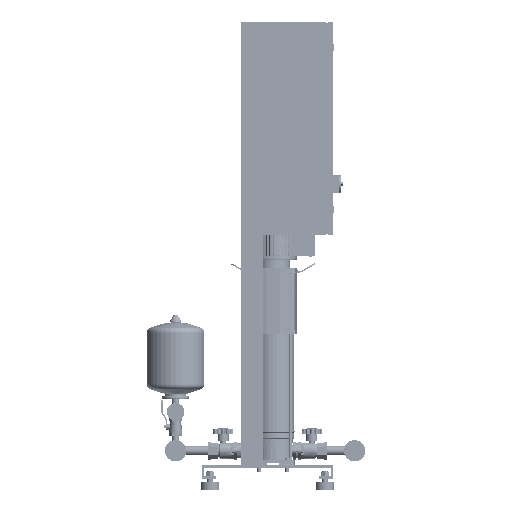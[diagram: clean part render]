
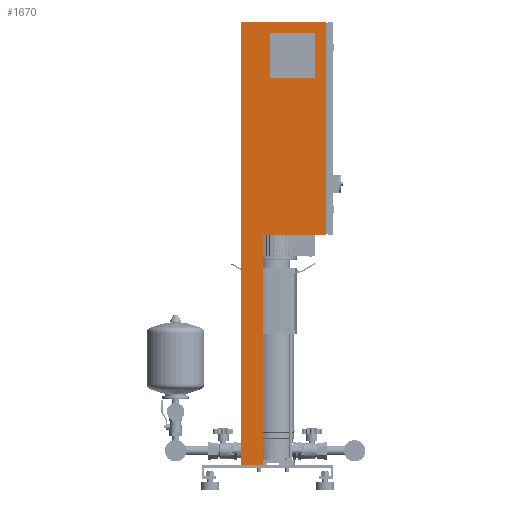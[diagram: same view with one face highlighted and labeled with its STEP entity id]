
A CAD part, left-side view. The second image highlights one B-rep face of the part: STEP entity #1670.
In plain terms, the highlighted planar face has unit normal (-1, 0, 0).
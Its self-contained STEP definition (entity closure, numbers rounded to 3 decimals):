
#786=CARTESIAN_POINT('',(-800.0,95.,90.0));
#787=VERTEX_POINT('',#786);
#794=CARTESIAN_POINT('',(-800.0,95.0,1670.0));
#795=VERTEX_POINT('',#794);
#796=CARTESIAN_POINT('',(-800.0,95.0,1670.0));
#797=DIRECTION('',(0.0,0.0,-1.0));
#798=VECTOR('',#797,1580.0);
#799=LINE('',#796,#798);
#800=EDGE_CURVE('',#795,#787,#799,.T.);
#824=CARTESIAN_POINT('',(-800.,15.,910.0));
#825=VERTEX_POINT('',#824);
#834=CARTESIAN_POINT('',(-800.0,15.,90.0));
#835=VERTEX_POINT('',#834);
#836=CARTESIAN_POINT('',(-800.0,15.,90.0));
#837=DIRECTION('',(0.0,0.0,1.0));
#838=VECTOR('',#837,820.0);
#839=LINE('',#836,#838);
#840=EDGE_CURVE('',#835,#825,#839,.T.);
#897=CARTESIAN_POINT('',(-800.0,95.,90.0));
#898=DIRECTION('',(0.0,-1.0,0.0));
#899=VECTOR('',#898,80.0);
#900=LINE('',#897,#899);
#901=EDGE_CURVE('',#787,#835,#900,.T.);
#921=CARTESIAN_POINT('',(-800.0,-170.0,1630.0));
#922=VERTEX_POINT('',#921);
#929=CARTESIAN_POINT('',(-800.0,-10.0,1630.0));
#930=VERTEX_POINT('',#929);
#931=CARTESIAN_POINT('',(-800.0,-10.0,1630.0));
#932=DIRECTION('',(0.0,-1.0,0.0));
#933=VECTOR('',#932,160.0);
#934=LINE('',#931,#933);
#935=EDGE_CURVE('',#930,#922,#934,.T.);
#959=CARTESIAN_POINT('',(-800.0,-170.,1470.));
#960=VERTEX_POINT('',#959);
#967=CARTESIAN_POINT('',(-800.0,-170.0,1630.0));
#968=DIRECTION('',(0.0,0.0,-1.0));
#969=VECTOR('',#968,160.);
#970=LINE('',#967,#969);
#971=EDGE_CURVE('',#922,#960,#970,.T.);
#990=CARTESIAN_POINT('',(-800.0,-10.,1470.0));
#991=VERTEX_POINT('',#990);
#998=CARTESIAN_POINT('',(-800.0,-170.,1470.));
#999=DIRECTION('',(0.0,1.0,0.0));
#1000=VECTOR('',#999,160.);
#1001=LINE('',#998,#1000);
#1002=EDGE_CURVE('',#960,#991,#1001,.T.);
#1020=CARTESIAN_POINT('',(-800.0,-10.,1470.0));
#1021=DIRECTION('',(0.0,0.0,1.0));
#1022=VECTOR('',#1021,160.0);
#1023=LINE('',#1020,#1022);
#1024=EDGE_CURVE('',#991,#930,#1023,.T.);
#1632=CARTESIAN_POINT('',(-800.,15.,910.0));
#1633=DIRECTION('',(-1.0,0.0,0.0));
#1634=DIRECTION('',(0.0,-1.0,0.0));
#1635=AXIS2_PLACEMENT_3D('',#1632,#1633,#1634);
#1636=PLANE('',#1635);
#1637=CARTESIAN_POINT('',(-800.,-210.,910.0));
#1638=VERTEX_POINT('',#1637);
#1639=CARTESIAN_POINT('',(-800.0,-210.0,1670.0));
#1640=VERTEX_POINT('',#1639);
#1641=CARTESIAN_POINT('',(-800.,-210.,910.0));
#1642=DIRECTION('',(0.0,0.0,1.0));
#1643=VECTOR('',#1642,760.0);
#1644=LINE('',#1641,#1643);
#1645=EDGE_CURVE('',#1638,#1640,#1644,.T.);
#1646=ORIENTED_EDGE('',*,*,#1645,.T.);
#1647=CARTESIAN_POINT('',(-800.0,95.0,1670.0));
#1648=DIRECTION('',(0.0,-1.0,0.0));
#1649=VECTOR('',#1648,305.0);
#1650=LINE('',#1647,#1649);
#1651=EDGE_CURVE('',#795,#1640,#1650,.T.);
#1652=ORIENTED_EDGE('',*,*,#1651,.F.);
#1653=ORIENTED_EDGE('',*,*,#800,.T.);
#1654=ORIENTED_EDGE('',*,*,#901,.T.);
#1655=ORIENTED_EDGE('',*,*,#840,.T.);
#1656=CARTESIAN_POINT('',(-800.,15.,910.0));
#1657=DIRECTION('',(0.0,-1.0,0.0));
#1658=VECTOR('',#1657,225.);
#1659=LINE('',#1656,#1658);
#1660=EDGE_CURVE('',#825,#1638,#1659,.T.);
#1661=ORIENTED_EDGE('',*,*,#1660,.T.);
#1662=EDGE_LOOP('',(#1646,#1652,#1653,#1654,#1655,#1661));
#1663=FACE_OUTER_BOUND('',#1662,.T.);
#1664=ORIENTED_EDGE('',*,*,#935,.T.);
#1665=ORIENTED_EDGE('',*,*,#971,.T.);
#1666=ORIENTED_EDGE('',*,*,#1002,.T.);
#1667=ORIENTED_EDGE('',*,*,#1024,.T.);
#1668=EDGE_LOOP('',(#1664,#1665,#1666,#1667));
#1669=FACE_BOUND('',#1668,.T.);
#1670=ADVANCED_FACE('',(#1663,#1669),#1636,.T.);
